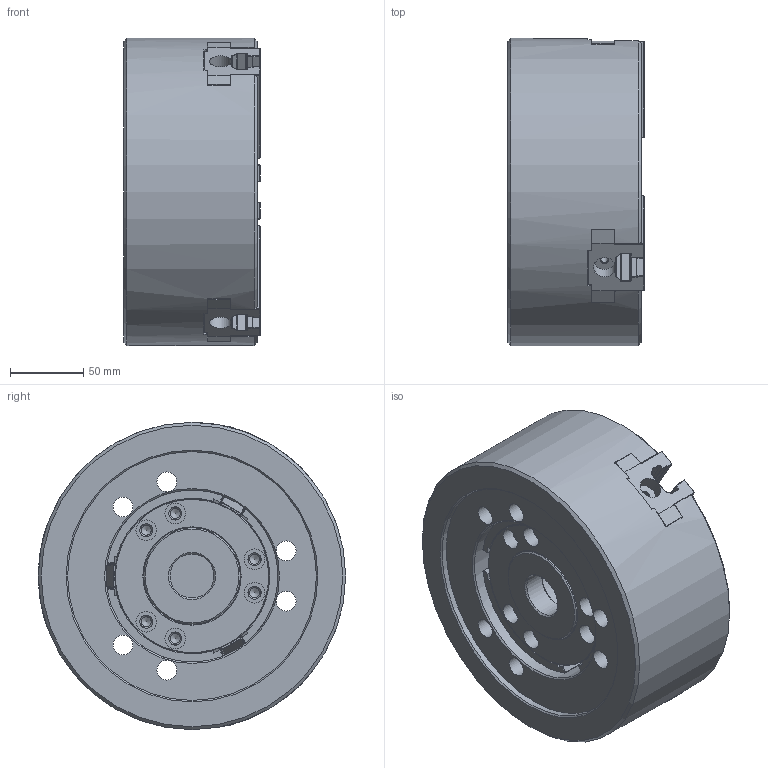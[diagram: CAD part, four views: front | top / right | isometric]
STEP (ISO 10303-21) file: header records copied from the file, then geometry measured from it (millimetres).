
FILE_DESCRIPTION(/* description */ ('Unknown'),/* implementation_level */ '2;1');
FILE_NAME(/* name */ 'B208-Solid',/* time_stamp */ '2019-08-13T15:08:53+01:00',/* author */ ('Unknown'),/* organization */ ('Unknown'),/* preprocessor_version */ 'ST-DEVELOPER v16.7',/* originating_system */ 'DEX',/* authorisation */ $);
FILE_SCHEMA (('AUTOMOTIVE_DESIGN {1 0 10303 214 3 1 1}'));
Length unit declared in the file: millimetre
Products named in the file (1): B208-Solid
Bounding box: 93 x 210 x 210 mm (x, y, z)
Volume: 2497247 mm3; surface area: 270644.6 mm2
Topology: 1 solids, 9 shells, 1162 faces, 3195 edges, 1991 vertices
Faces by surface type: plane 835, cylinder 176, cone 124, torus 15, bspline 12
Full cylindrical faces by diameter (mm): 3 x6, 4 x4, 4.2 x3, 5 x3, 5.5 x3, 6.8 x6, 9 x6, 10 x3, 13.5 x6, 14 x6, 15 x3, 20 x6, 24 x3, 30 x1, 52 x1, 56 x2, 61 x1, 64.8 x1, 65 x1, 66 x2, 72 x1, 117.5 x1, 170 x1, 210 x1
Entity records: 44164 total; most frequent: CARTESIAN_POINT 6999, ORIENTED_EDGE 6034, DIRECTION 5948, EDGE_CURVE 3017, LINE 2100, VECTOR 2100, VERTEX_POINT 1933, AXIS2_PLACEMENT_3D 1924
